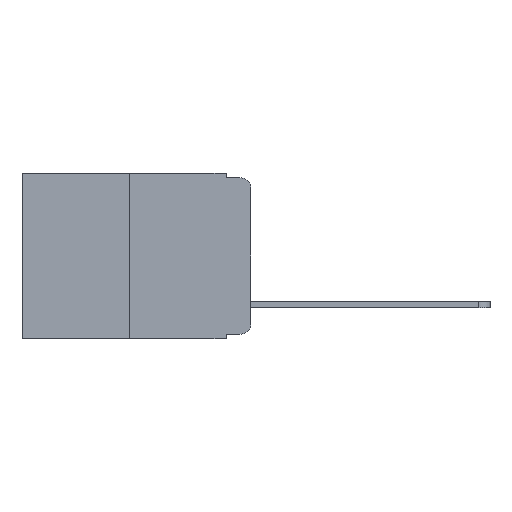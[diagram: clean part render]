
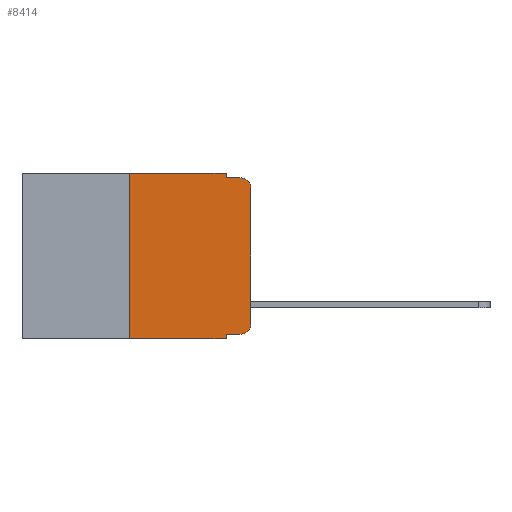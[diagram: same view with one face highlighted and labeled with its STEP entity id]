
A CAD part, left-side view. The second image highlights one B-rep face of the part: STEP entity #8414.
In plain terms, the highlighted planar face has unit normal (-1, 0, 0).
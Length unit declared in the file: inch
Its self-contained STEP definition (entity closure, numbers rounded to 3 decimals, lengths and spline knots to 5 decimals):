
#41 = EDGE_CURVE ( 'NONE', #8979, #415, #419, .T. ) ;
#45 = VERTEX_POINT ( 'NONE', #6666 ) ;
#310 = FACE_OUTER_BOUND ( 'NONE', #5930, .T. ) ;
#314 = ORIENTED_EDGE ( 'NONE', *, *, #7286, .T. ) ;
#415 = VERTEX_POINT ( 'NONE', #8666 ) ;
#419 = LINE ( 'NONE', #12493, #11101 ) ;
#501 = DIRECTION ( 'NONE',  ( -1., 0., 0. ) ) ;
#627 = CARTESIAN_POINT ( 'NONE',  ( 0., 0.473, 0. ) ) ;
#663 = ORIENTED_EDGE ( 'NONE', *, *, #7841, .T. ) ;
#706 = VECTOR ( 'NONE', #7672, 39.37008 ) ;
#1065 = LINE ( 'NONE', #4554, #706 ) ;
#1632 = EDGE_CURVE ( 'NONE', #2183, #8979, #2808, .T. ) ;
#2183 = VERTEX_POINT ( 'NONE', #11625 ) ;
#2209 = AXIS2_PLACEMENT_3D ( 'NONE', #7420, #10186, #4317 ) ;
#2462 = VERTEX_POINT ( 'NONE', #8646 ) ;
#2675 = ORIENTED_EDGE ( 'NONE', *, *, #7255, .F. ) ;
#2696 = DIRECTION ( 'NONE',  ( -1., 0., 0. ) ) ;
#2790 = EDGE_CURVE ( 'NONE', #7513, #45, #7001, .T. ) ;
#2808 = LINE ( 'NONE', #6048, #8325 ) ;
#2980 = CARTESIAN_POINT ( 'NONE',  ( 0., 0.25, 0. ) ) ;
#3572 = ORIENTED_EDGE ( 'NONE', *, *, #6691, .F. ) ;
#3603 = CARTESIAN_POINT ( 'NONE',  ( 0., 0.473, -0.343 ) ) ;
#3637 = CARTESIAN_POINT ( 'NONE',  ( 0., 0.051, -0.333 ) ) ;
#3676 = DIRECTION ( 'NONE',  ( 0., -1., 0. ) ) ;
#3837 = CIRCLE ( 'NONE', #4015, 0.02 ) ;
#3979 = LINE ( 'NONE', #627, #11084 ) ;
#4015 = AXIS2_PLACEMENT_3D ( 'NONE', #8860, #2696, #9702 ) ;
#4317 = DIRECTION ( 'NONE',  ( 0., 0., -1. ) ) ;
#4554 = CARTESIAN_POINT ( 'NONE',  ( 0., 0.051, 0. ) ) ;
#4593 = VECTOR ( 'NONE', #12321, 39.37008 ) ;
#4642 = DIRECTION ( 'NONE',  ( 0., -1., 0. ) ) ;
#4753 = ORIENTED_EDGE ( 'NONE', *, *, #41, .F. ) ;
#4962 = DIRECTION ( 'NONE',  ( 0., -1., 0. ) ) ;
#5119 = CARTESIAN_POINT ( 'NONE',  ( 0., 0.02, -0.333 ) ) ;
#5541 = CIRCLE ( 'NONE', #6086, 0.02 ) ;
#5806 = ORIENTED_EDGE ( 'NONE', *, *, #11221, .T. ) ;
#5930 = EDGE_LOOP ( 'NONE', ( #5806, #7546, #4753, #6116, #3572, #7845, #11704, #2675, #314, #663 ) ) ;
#6023 = CARTESIAN_POINT ( 'NONE',  ( 0., 0.051, -0.01 ) ) ;
#6048 = CARTESIAN_POINT ( 'NONE',  ( 0., 0.051, 0. ) ) ;
#6069 = LINE ( 'NONE', #3637, #10789 ) ;
#6086 = AXIS2_PLACEMENT_3D ( 'NONE', #6855, #501, #7938 ) ;
#6116 = ORIENTED_EDGE ( 'NONE', *, *, #1632, .F. ) ;
#6373 = CARTESIAN_POINT ( 'NONE',  ( 0., 0., -0.313 ) ) ;
#6644 = EDGE_CURVE ( 'NONE', #7513, #11905, #12122, .T. ) ;
#6666 = CARTESIAN_POINT ( 'NONE',  ( 0., 0.051, -0.343 ) ) ;
#6672 = VECTOR ( 'NONE', #3676, 39.37008 ) ;
#6691 = EDGE_CURVE ( 'NONE', #11905, #2183, #3979, .T. ) ;
#6760 = VERTEX_POINT ( 'NONE', #10881 ) ;
#6854 = DIRECTION ( 'NONE',  ( 0., -1., 0. ) ) ;
#6855 = CARTESIAN_POINT ( 'NONE',  ( 0., 0.02, -0.313 ) ) ;
#7001 = LINE ( 'NONE', #3603, #6672 ) ;
#7248 = CARTESIAN_POINT ( 'NONE',  ( 0., 0.25, -0.343 ) ) ;
#7255 = EDGE_CURVE ( 'NONE', #6760, #45, #1065, .T. ) ;
#7286 = EDGE_CURVE ( 'NONE', #6760, #7488, #6069, .T. ) ;
#7420 = CARTESIAN_POINT ( 'NONE',  ( 0., 0.473, 0. ) ) ;
#7488 = VERTEX_POINT ( 'NONE', #5119 ) ;
#7513 = VERTEX_POINT ( 'NONE', #7248 ) ;
#7546 = ORIENTED_EDGE ( 'NONE', *, *, #11492, .T. ) ;
#7672 = DIRECTION ( 'NONE',  ( 0., 0., -1. ) ) ;
#7841 = EDGE_CURVE ( 'NONE', #7488, #10366, #5541, .T. ) ;
#7845 = ORIENTED_EDGE ( 'NONE', *, *, #6644, .F. ) ;
#7913 = VECTOR ( 'NONE', #9528, 39.37008 ) ;
#7938 = DIRECTION ( 'NONE',  ( 0., 0., -1. ) ) ;
#8211 = LINE ( 'NONE', #12120, #7913 ) ;
#8325 = VECTOR ( 'NONE', #9868, 39.37008 ) ;
#8414 = ADVANCED_FACE ( 'NONE', ( #310 ), #11047, .F. ) ;
#8646 = CARTESIAN_POINT ( 'NONE',  ( 0., 0., -0.03 ) ) ;
#8666 = CARTESIAN_POINT ( 'NONE',  ( 0., 0.02, -0.01 ) ) ;
#8860 = CARTESIAN_POINT ( 'NONE',  ( 0., 0.02, -0.03 ) ) ;
#8979 = VERTEX_POINT ( 'NONE', #6023 ) ;
#9528 = DIRECTION ( 'NONE',  ( 0., 0., 1. ) ) ;
#9702 = DIRECTION ( 'NONE',  ( 0., 0., -1. ) ) ;
#9868 = DIRECTION ( 'NONE',  ( 0., 0., -1. ) ) ;
#10186 = DIRECTION ( 'NONE',  ( 1., 0., 0. ) ) ;
#10366 = VERTEX_POINT ( 'NONE', #6373 ) ;
#10789 = VECTOR ( 'NONE', #4642, 39.37008 ) ;
#10881 = CARTESIAN_POINT ( 'NONE',  ( 0., 0.051, -0.333 ) ) ;
#11047 = PLANE ( 'NONE',  #2209 ) ;
#11084 = VECTOR ( 'NONE', #4962, 39.37008 ) ;
#11101 = VECTOR ( 'NONE', #6854, 39.37008 ) ;
#11221 = EDGE_CURVE ( 'NONE', #10366, #2462, #8211, .T. ) ;
#11475 = CARTESIAN_POINT ( 'NONE',  ( 0., 0.25, 0. ) ) ;
#11492 = EDGE_CURVE ( 'NONE', #2462, #415, #3837, .T. ) ;
#11625 = CARTESIAN_POINT ( 'NONE',  ( 0., 0.051, 0. ) ) ;
#11704 = ORIENTED_EDGE ( 'NONE', *, *, #2790, .T. ) ;
#11905 = VERTEX_POINT ( 'NONE', #2980 ) ;
#12120 = CARTESIAN_POINT ( 'NONE',  ( 0., 0., 0. ) ) ;
#12122 = LINE ( 'NONE', #11475, #4593 ) ;
#12321 = DIRECTION ( 'NONE',  ( 0., 0., 1. ) ) ;
#12493 = CARTESIAN_POINT ( 'NONE',  ( 0., 0.051, -0.01 ) ) ;
